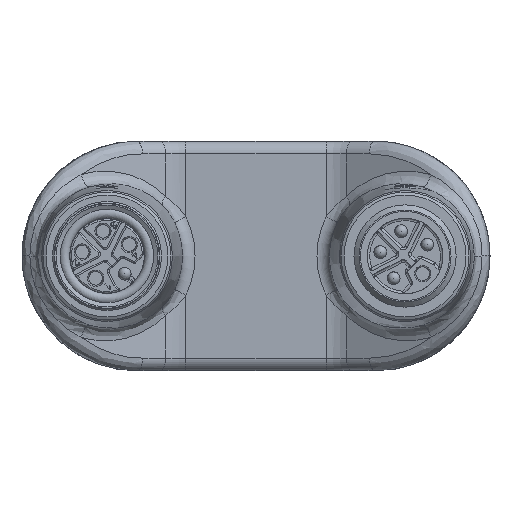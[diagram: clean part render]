
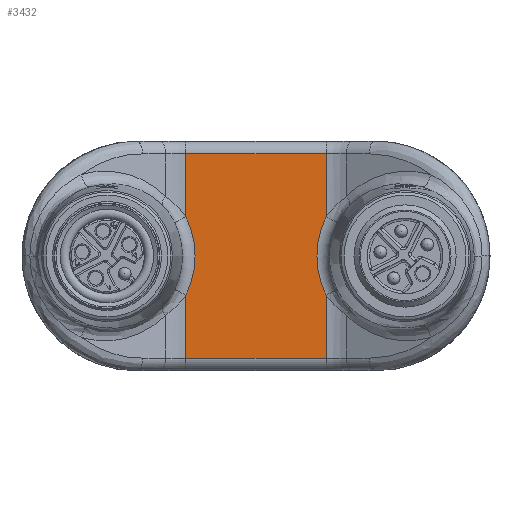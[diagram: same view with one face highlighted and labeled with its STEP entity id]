
A CAD part, left-side view. The second image highlights one B-rep face of the part: STEP entity #3432.
In plain terms, the highlighted planar face has unit normal (-1, 0, 0).
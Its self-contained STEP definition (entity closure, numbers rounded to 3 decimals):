
#327=PLANE('',#12408);
#838=FACE_OUTER_BOUND('',#4656,.T.);
#1350=LINE('',#19496,#2081);
#1360=LINE('',#20939,#2091);
#1361=LINE('',#20941,#2092);
#1363=LINE('',#20960,#2094);
#1372=LINE('',#22294,#2103);
#1373=LINE('',#22297,#2104);
#2081=VECTOR('',#13914,1.);
#2091=VECTOR('',#13972,1.);
#2092=VECTOR('',#13975,1.);
#2094=VECTOR('',#13991,1.);
#2103=VECTOR('',#14074,1.);
#2104=VECTOR('',#14079,1.);
#3432=ADVANCED_FACE('',(#838),#327,.F.);
#4656=EDGE_LOOP('',(#6339,#6340,#6341,#6342,#6343,#6344,#6345,#6346));
#6339=ORIENTED_EDGE('',*,*,#10275,.T.);
#6340=ORIENTED_EDGE('',*,*,#10302,.T.);
#6341=ORIENTED_EDGE('',*,*,#10254,.T.);
#6342=ORIENTED_EDGE('',*,*,#10301,.T.);
#6343=ORIENTED_EDGE('',*,*,#10282,.F.);
#6344=ORIENTED_EDGE('',*,*,#10246,.F.);
#6345=ORIENTED_EDGE('',*,*,#10196,.F.);
#6346=ORIENTED_EDGE('',*,*,#10247,.F.);
#8972=VERTEX_POINT('',#19493);
#8973=VERTEX_POINT('',#19497);
#8984=VERTEX_POINT('',#19579);
#8988=VERTEX_POINT('',#19892);
#8996=VERTEX_POINT('',#20955);
#8997=VERTEX_POINT('',#20959);
#9010=VERTEX_POINT('',#21033);
#9013=VERTEX_POINT('',#21290);
#10196=EDGE_CURVE('',#8972,#8973,#1350,.T.);
#10246=EDGE_CURVE('',#8973,#8988,#1360,.T.);
#10247=EDGE_CURVE('',#8984,#8972,#1361,.T.);
#10254=EDGE_CURVE('',#8996,#8997,#1363,.T.);
#10275=EDGE_CURVE('',#8984,#9010,#11667,.T.);
#10282=EDGE_CURVE('',#8988,#9013,#11668,.T.);
#10301=EDGE_CURVE('',#8997,#9013,#1372,.T.);
#10302=EDGE_CURVE('',#9010,#8996,#1373,.T.);
#11667=CIRCLE('',#12390,10.346);
#11668=CIRCLE('',#12392,10.346);
#12390=AXIS2_PLACEMENT_3D('',#21032,#14041,#14042);
#12392=AXIS2_PLACEMENT_3D('',#21289,#14045,#14046);
#12408=AXIS2_PLACEMENT_3D('',#22299,#14082,#14083);
#13914=DIRECTION('',(0.,-1.,0.));
#13972=DIRECTION('',(0.,0.,-1.));
#13975=DIRECTION('',(0.,0.,1.));
#13991=DIRECTION('',(0.,-1.,0.));
#14041=DIRECTION('',(1.,0.,0.));
#14042=DIRECTION('',(0.,0.896,0.444));
#14045=DIRECTION('',(-1.,0.,0.));
#14046=DIRECTION('',(0.,-0.896,-0.444));
#14074=DIRECTION('',(0.,0.,1.));
#14079=DIRECTION('',(0.,0.,-1.));
#14082=DIRECTION('',(1.,0.,0.));
#14083=DIRECTION('',(0.,-1.,0.));
#19493=CARTESIAN_POINT('',(-20.4,8.229,11.994));
#19496=CARTESIAN_POINT('',(-20.4,12.75,11.994));
#19497=CARTESIAN_POINT('',(-20.4,-8.229,11.994));
#19579=CARTESIAN_POINT('',(-20.4,8.229,4.592));
#19892=CARTESIAN_POINT('',(-20.4,-8.229,4.592));
#20939=CARTESIAN_POINT('',(-20.4,-8.229,-11.5));
#20941=CARTESIAN_POINT('',(-20.4,8.229,-11.5));
#20955=CARTESIAN_POINT('',(-20.4,8.229,-11.994));
#20959=CARTESIAN_POINT('',(-20.4,-8.229,-11.994));
#20960=CARTESIAN_POINT('',(-20.4,12.75,-11.994));
#21032=CARTESIAN_POINT('',(-20.4,17.5,0.));
#21033=CARTESIAN_POINT('',(-20.4,8.229,-4.592));
#21289=CARTESIAN_POINT('',(-20.4,-17.5,0.));
#21290=CARTESIAN_POINT('',(-20.4,-8.229,-4.592));
#22294=CARTESIAN_POINT('',(-20.4,-8.229,11.5));
#22297=CARTESIAN_POINT('',(-20.4,8.229,11.5));
#22299=CARTESIAN_POINT('',(-20.4,25.5,11.5));
